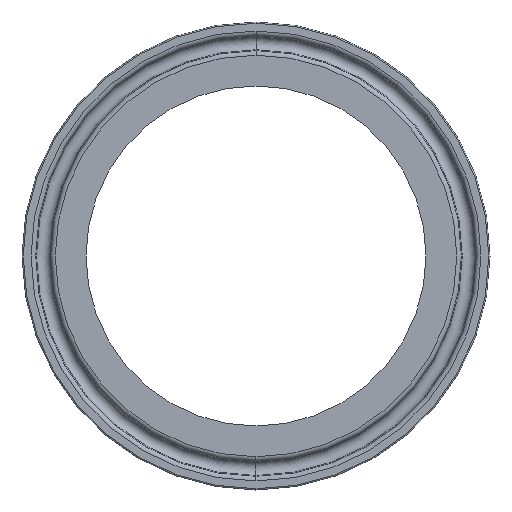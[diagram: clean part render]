
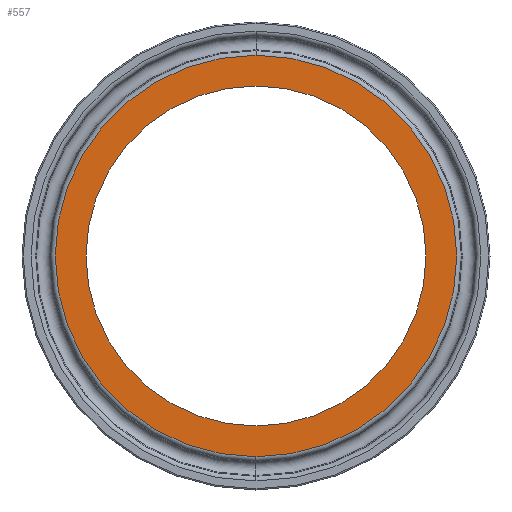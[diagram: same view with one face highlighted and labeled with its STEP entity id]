
A CAD part, left-side view. The second image highlights one B-rep face of the part: STEP entity #557.
In plain terms, the highlighted planar face has unit normal (-1, 0, 0).
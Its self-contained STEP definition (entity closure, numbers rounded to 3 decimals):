
#2 = CARTESIAN_POINT ( 'NONE',  ( 0., 0., 0. ) ) ;
#5 = AXIS2_PLACEMENT_3D ( 'NONE', #208, #249, #484 ) ;
#6 = AXIS2_PLACEMENT_3D ( 'NONE', #424, #189, #179 ) ;
#8 = DIRECTION ( 'NONE',  ( -1., 0., 0. ) ) ;
#18 = CIRCLE ( 'NONE', #136, 33.247 ) ;
#34 = CARTESIAN_POINT ( 'NONE',  ( 0., 0., -33.247 ) ) ;
#60 = EDGE_CURVE ( 'NONE', #593, #485, #18, .T. ) ;
#71 = EDGE_CURVE ( 'NONE', #333, #161, #565, .T. ) ;
#116 = DIRECTION ( 'NONE',  ( 0., 0., 1. ) ) ;
#133 = DIRECTION ( 'NONE',  ( 1., 0., 0. ) ) ;
#136 = AXIS2_PLACEMENT_3D ( 'NONE', #2, #8, #116 ) ;
#155 = EDGE_CURVE ( 'NONE', #485, #593, #344, .T. ) ;
#161 = VERTEX_POINT ( 'NONE', #392 ) ;
#179 = DIRECTION ( 'NONE',  ( 0., 0., 1. ) ) ;
#188 = EDGE_LOOP ( 'NONE', ( #361, #250 ) ) ;
#189 = DIRECTION ( 'NONE',  ( -1., 0., 0. ) ) ;
#206 = PLANE ( 'NONE',  #555 ) ;
#208 = CARTESIAN_POINT ( 'NONE',  ( 0., 0., 0. ) ) ;
#228 = DIRECTION ( 'NONE',  ( -1., 0., 0. ) ) ;
#249 = DIRECTION ( 'NONE',  ( -1., 0., 0. ) ) ;
#250 = ORIENTED_EDGE ( 'NONE', *, *, #60, .T. ) ;
#279 = AXIS2_PLACEMENT_3D ( 'NONE', #476, #228, #701 ) ;
#285 = CARTESIAN_POINT ( 'NONE',  ( 0., 0., -28.15 ) ) ;
#329 = FACE_BOUND ( 'NONE', #516, .T. ) ;
#333 = VERTEX_POINT ( 'NONE', #285 ) ;
#344 = CIRCLE ( 'NONE', #5, 33.247 ) ;
#346 = CIRCLE ( 'NONE', #6, 28.15 ) ;
#361 = ORIENTED_EDGE ( 'NONE', *, *, #155, .T. ) ;
#377 = CARTESIAN_POINT ( 'NONE',  ( 0., 33.247, 0. ) ) ;
#389 = EDGE_CURVE ( 'NONE', #161, #333, #346, .T. ) ;
#392 = CARTESIAN_POINT ( 'NONE',  ( 0., 0., 28.15 ) ) ;
#424 = CARTESIAN_POINT ( 'NONE',  ( 0., 0., 0. ) ) ;
#446 = ORIENTED_EDGE ( 'NONE', *, *, #71, .F. ) ;
#476 = CARTESIAN_POINT ( 'NONE',  ( 0., 0., 0. ) ) ;
#480 = CARTESIAN_POINT ( 'NONE',  ( 0., 0., 33.247 ) ) ;
#484 = DIRECTION ( 'NONE',  ( 0., 0., 1. ) ) ;
#485 = VERTEX_POINT ( 'NONE', #480 ) ;
#516 = EDGE_LOOP ( 'NONE', ( #596, #446 ) ) ;
#555 = AXIS2_PLACEMENT_3D ( 'NONE', #377, #133, #720 ) ;
#557 = ADVANCED_FACE ( 'NONE', ( #329, #558 ), #206, .F. ) ;
#558 = FACE_OUTER_BOUND ( 'NONE', #188, .T. ) ;
#565 = CIRCLE ( 'NONE', #279, 28.15 ) ;
#593 = VERTEX_POINT ( 'NONE', #34 ) ;
#596 = ORIENTED_EDGE ( 'NONE', *, *, #389, .F. ) ;
#701 = DIRECTION ( 'NONE',  ( 0., 0., 1. ) ) ;
#720 = DIRECTION ( 'NONE',  ( 0., 0., -1. ) ) ;
